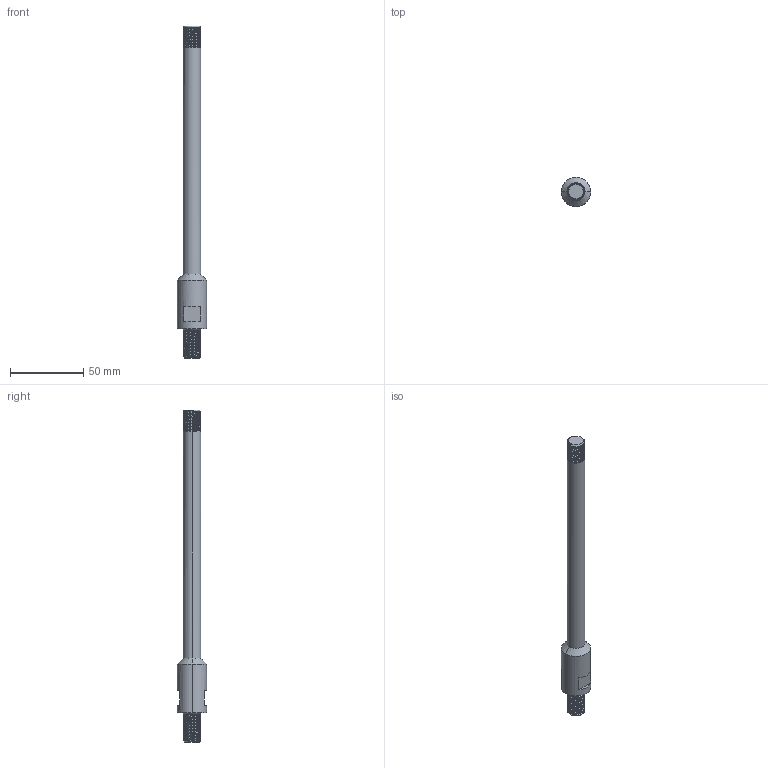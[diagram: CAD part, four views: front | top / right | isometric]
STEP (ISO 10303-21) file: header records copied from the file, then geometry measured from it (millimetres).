
FILE_DESCRIPTION (( 'STEP AP214' ), '1' );
FILE_NAME ('Assemblage1.STEP', '2023-08-17T13:12:08', ( '' ), ( '' ), 'SwSTEP 2.0', 'SolidWorks 2014', '' );
FILE_SCHEMA (( 'AUTOMOTIVE_DESIGN' ));
Length unit declared in the file: millimetre
Products named in the file (2): Assemblage1; Axe v幨o
Assembly tree (1 placements, depth 2):
  Assemblage1
    Axe v幨o
Bounding box: 19.95 x 19.95 x 226 mm (x, y, z)
Volume: 31944.2 mm3; surface area: 10646.6 mm2
Topology: 1 solids, 1 shells, 94 faces, 259 edges, 170 vertices
Faces by surface type: cylinder 69, plane 11, cone 9, bspline 5
Entity records: 7326 total; most frequent: CARTESIAN_POINT 5290, ORIENTED_EDGE 518, DIRECTION 322, EDGE_CURVE 259, VERTEX_POINT 170, AXIS2_PLACEMENT_3D 116, EDGE_LOOP 97, FACE_OUTER_BOUND 94
